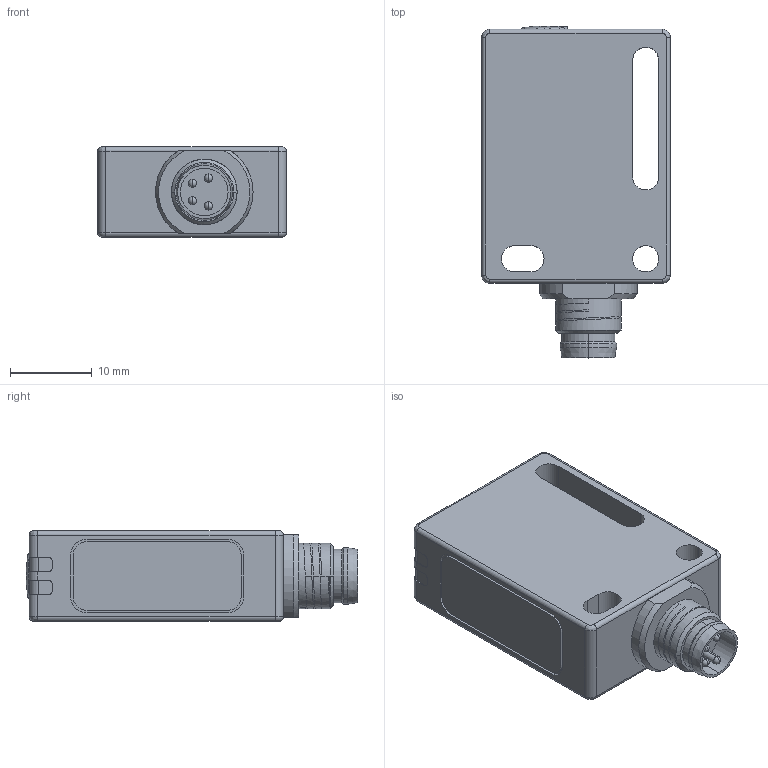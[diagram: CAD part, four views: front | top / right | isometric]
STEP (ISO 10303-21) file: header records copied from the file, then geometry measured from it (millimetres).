
FILE_DESCRIPTION((''),'2;1');
FILE_NAME('CAD1019_ML7-54G-143','2009-01-16T',('mflender'),(''),'PRO/ENGINEER BY PARAMETRIC TECHNOLOGY CORPORATION, 2006300','PRO/ENGINEER BY PARAMETRIC TECHNOLOGY CORPORATION, 2006300','');
FILE_SCHEMA(('CONFIG_CONTROL_DESIGN'));
Length unit declared in the file: millimetre
Products named in the file (1): CAD1019_ML7-54G-143
Bounding box: 23 x 40.5 x 11 mm (x, y, z)
Volume: 7412 mm3; surface area: 3544.7 mm2
Topology: 1 solids, 3 shells, 193 faces, 541 edges, 368 vertices
Faces by surface type: cylinder 78, plane 76, cone 15, sphere 9, bspline 8, torus 7
Entity records: 8942 total; most frequent: CARTESIAN_POINT 1673, DIRECTION 1048, ORIENTED_EDGE 1032, PRESENTATION_STYLE_ASSIGNMENT 588, STYLED_ITEM 542, CURVE_STYLE 536, EDGE_CURVE 516, AXIS2_PLACEMENT_3D 388
